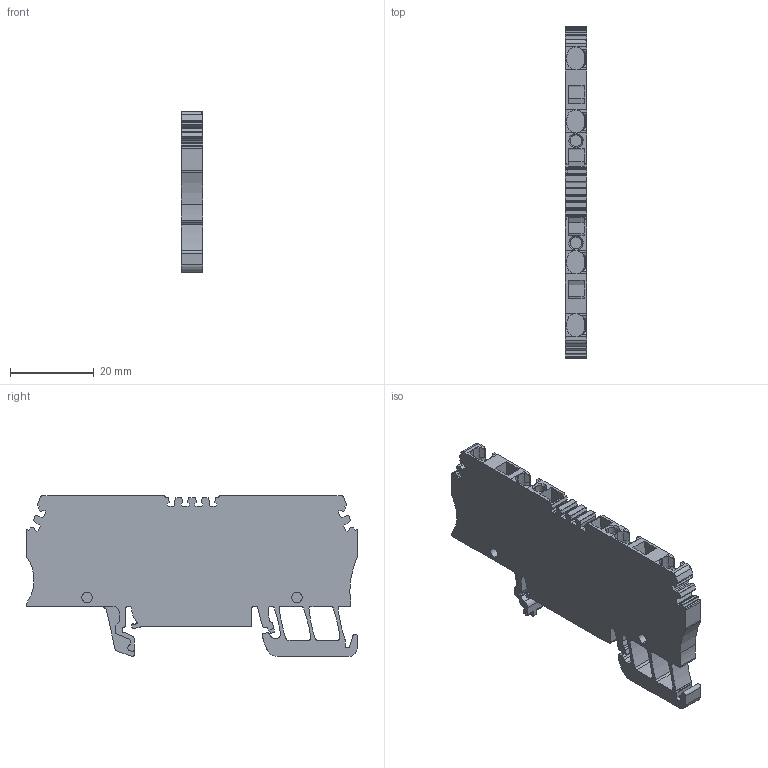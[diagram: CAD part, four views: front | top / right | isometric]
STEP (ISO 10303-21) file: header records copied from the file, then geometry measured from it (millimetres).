
FILE_DESCRIPTION(('CATIA V5R22 STEP214','CAx-IF Rec.Pracs.--- Model Styling and Organization---1.4--- 2014-01-23'),'2;1');
FILE_NAME ('016984-2_0', '2021-02-25T09:55:11+00:00', ('Weidmueller Interface'), ('Weidmueller'), 'CATIA Version 5-6 Release 2016 SP3 HF44', 'CATIA V5 STEP AP214', 'none');
FILE_SCHEMA(('AUTOMOTIVE_DESIGN { 1 0 10303 214 1 1 1 1 }'));
Length unit declared in the file: millimetre
Products named in the file (1): 1608610000_ZDU_2-5_2X2AN_BL
Bounding box: 5.1 x 79.05 x 38.35 mm (x, y, z)
Volume: 10611.2 mm3; surface area: 7423.7 mm2
Topology: 1 solids, 1 shells, 433 faces, 1291 edges, 868 vertices
Faces by surface type: plane 261, cylinder 148, extrusion 16, cone 8
Entity records: 14091 total; most frequent: CARTESIAN_POINT 2792, ORIENTED_EDGE 2582, DIRECTION 1938, EDGE_CURVE 1291, VECTOR 955, LINE 939, VERTEX_POINT 868, AXIS2_PLACEMENT_3D 646
